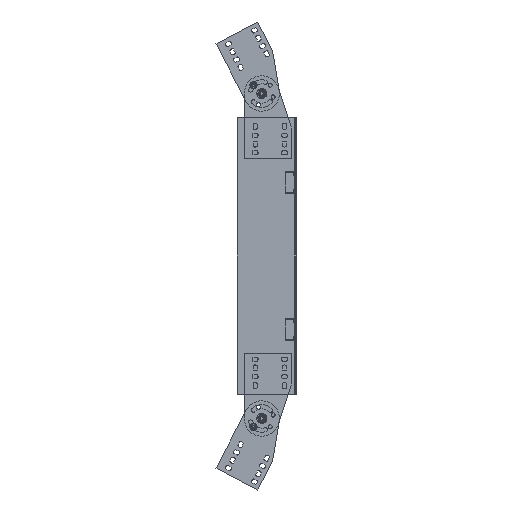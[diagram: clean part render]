
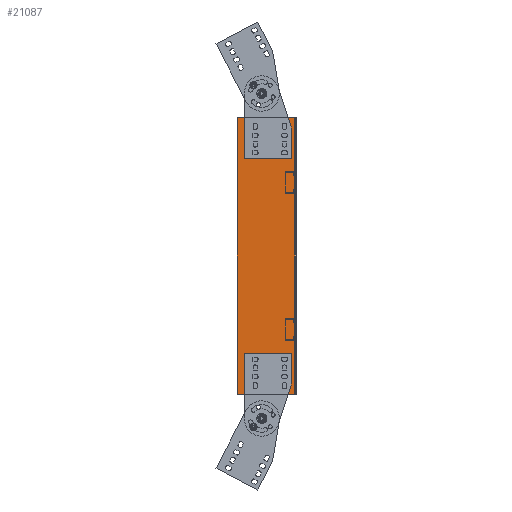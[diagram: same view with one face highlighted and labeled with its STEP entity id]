
A CAD part, left-side view. The second image highlights one B-rep face of the part: STEP entity #21087.
In plain terms, the highlighted planar face has unit normal (-1, 0, 0).
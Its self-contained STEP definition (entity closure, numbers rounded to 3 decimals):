
#19 = DIRECTION ( 'NONE',  ( 0., -0.309, -0.951 ) ) ;
#20 = CARTESIAN_POINT ( 'NONE',  ( -584.243, -42.057, 131.521 ) ) ;
#23 = DIRECTION ( 'NONE',  ( 0., 0., 1. ) ) ;
#24 = CARTESIAN_POINT ( 'NONE',  ( -584.243, 66.367, 109.287 ) ) ;
#27 = DIRECTION ( 'NONE',  ( 0., -1., 0. ) ) ;
#30 = CARTESIAN_POINT ( 'NONE',  ( -584.243, 26.373, 165. ) ) ;
#938 = DIRECTION ( 'NONE',  ( 0., -1., 0. ) ) ;
#939 = DIRECTION ( 'NONE',  ( 1., 0., 0. ) ) ;
#942 = PLANE ( 'NONE',  #16100 ) ;
#950 = CARTESIAN_POINT ( 'NONE',  ( -584.243, 78.367, -235. ) ) ;
#3514 = CARTESIAN_POINT ( 'NONE',  ( -584.243, 66.367, 235. ) ) ;
#3552 = CARTESIAN_POINT ( 'NONE',  ( -584.243, -8.434, 235. ) ) ;
#3574 = CARTESIAN_POINT ( 'NONE',  ( -584.243, 66.367, -235. ) ) ;
#3580 = CARTESIAN_POINT ( 'NONE',  ( -584.243, -13.633, 165. ) ) ;
#3602 = CARTESIAN_POINT ( 'NONE',  ( -584.243, -13.633, 219. ) ) ;
#3610 = CARTESIAN_POINT ( 'NONE',  ( -584.243, 66.367, 165. ) ) ;
#3758 = CARTESIAN_POINT ( 'NONE',  ( -584.243, 78.367, -235. ) ) ;
#3760 = CARTESIAN_POINT ( 'NONE',  ( -584.243, -8.434, -235. ) ) ;
#3784 = CARTESIAN_POINT ( 'NONE',  ( -584.243, -19.833, -235. ) ) ;
#3802 = CARTESIAN_POINT ( 'NONE',  ( -584.243, -19.833, 235. ) ) ;
#3810 = CARTESIAN_POINT ( 'NONE',  ( -584.243, -13.633, -165. ) ) ;
#3812 = CARTESIAN_POINT ( 'NONE',  ( -584.243, 66.367, -165. ) ) ;
#3827 = CARTESIAN_POINT ( 'NONE',  ( -584.243, -13.633, -219. ) ) ;
#3839 = CARTESIAN_POINT ( 'NONE',  ( -584.243, 78.367, 235. ) ) ;
#5191 = VECTOR ( 'NONE', #14950, 1000. ) ;
#5197 = LINE ( 'NONE', #14971, #5191 ) ;
#5231 = VECTOR ( 'NONE', #15134, 1000. ) ;
#5236 = LINE ( 'NONE', #15145, #5231 ) ;
#5311 = VECTOR ( 'NONE', #13820, 1000. ) ;
#5314 = LINE ( 'NONE', #13815, #5311 ) ;
#5317 = VECTOR ( 'NONE', #13824, 1000. ) ;
#5324 = LINE ( 'NONE', #13827, #5317 ) ;
#7215 = DIRECTION ( 'NONE',  ( 0., 0., 1. ) ) ;
#7217 = CARTESIAN_POINT ( 'NONE',  ( -584.243, 78.367, -235. ) ) ;
#7218 = DIRECTION ( 'NONE',  ( 0., 0., 1. ) ) ;
#7219 = CARTESIAN_POINT ( 'NONE',  ( -584.243, -19.833, -235. ) ) ;
#7792 = VECTOR ( 'NONE', #13828, 1000. ) ;
#7801 = LINE ( 'NONE', #13837, #7792 ) ;
#7812 = VECTOR ( 'NONE', #13842, 1000. ) ;
#7816 = VECTOR ( 'NONE', #13849, 1000. ) ;
#7819 = LINE ( 'NONE', #13847, #7812 ) ;
#7823 = LINE ( 'NONE', #13846, #7816 ) ;
#7837 = VECTOR ( 'NONE', #13863, 1000. ) ;
#7841 = VECTOR ( 'NONE', #13865, 1000. ) ;
#7843 = LINE ( 'NONE', #13864, #7837 ) ;
#7846 = LINE ( 'NONE', #13867, #7841 ) ;
#9213 = ORIENTED_EDGE ( 'NONE', *, *, #10610, .T. ) ;
#9214 = ORIENTED_EDGE ( 'NONE', *, *, #22765, .T. ) ;
#9215 = ORIENTED_EDGE ( 'NONE', *, *, #10602, .F. ) ;
#9216 = ORIENTED_EDGE ( 'NONE', *, *, #10617, .F. ) ;
#9217 = ORIENTED_EDGE ( 'NONE', *, *, #10665, .F. ) ;
#9218 = ORIENTED_EDGE ( 'NONE', *, *, #10624, .T. ) ;
#9219 = ORIENTED_EDGE ( 'NONE', *, *, #10620, .F. ) ;
#9220 = ORIENTED_EDGE ( 'NONE', *, *, #10601, .F. ) ;
#9221 = ORIENTED_EDGE ( 'NONE', *, *, #22766, .F. ) ;
#9222 = ORIENTED_EDGE ( 'NONE', *, *, #10611, .T. ) ;
#9223 = ORIENTED_EDGE ( 'NONE', *, *, #22473, .T. ) ;
#9224 = ORIENTED_EDGE ( 'NONE', *, *, #22471, .F. ) ;
#9225 = ORIENTED_EDGE ( 'NONE', *, *, #10692, .T. ) ;
#9226 = ORIENTED_EDGE ( 'NONE', *, *, #22475, .T. ) ;
#10601 = EDGE_CURVE ( 'NONE', #23812, #23636, #7846, .T. ) ;
#10602 = EDGE_CURVE ( 'NONE', #23610, #23634, #7843, .T. ) ;
#10610 = EDGE_CURVE ( 'NONE', #23594, #23834, #7823, .T. ) ;
#10611 = EDGE_CURVE ( 'NONE', #23872, #23558, #7819, .T. ) ;
#10617 = EDGE_CURVE ( 'NONE', #23634, #23570, #7801, .T. ) ;
#10620 = EDGE_CURVE ( 'NONE', #23584, #23812, #5324, .T. ) ;
#10624 = EDGE_CURVE ( 'NONE', #23584, #23586, #5314, .T. ) ;
#10665 = EDGE_CURVE ( 'NONE', #23570, #23586, #5236, .T. ) ;
#10692 = EDGE_CURVE ( 'NONE', #23784, #23806, #5197, .T. ) ;
#12517 = VECTOR ( 'NONE', #7215, 1000. ) ;
#12519 = VECTOR ( 'NONE', #7218, 1000. ) ;
#12520 = LINE ( 'NONE', #7217, #12517 ) ;
#12522 = LINE ( 'NONE', #7219, #12519 ) ;
#12903 = VECTOR ( 'NONE', #19, 1000. ) ;
#12906 = LINE ( 'NONE', #20, #12903 ) ;
#12907 = VECTOR ( 'NONE', #23, 1000. ) ;
#12910 = LINE ( 'NONE', #24, #12907 ) ;
#12911 = VECTOR ( 'NONE', #27, 1000. ) ;
#12914 = LINE ( 'NONE', #30, #12911 ) ;
#13257 = FACE_OUTER_BOUND ( 'NONE', #21116, .T. ) ;
#13815 = CARTESIAN_POINT ( 'NONE',  ( -584.243, 26.373, -165. ) ) ;
#13820 = DIRECTION ( 'NONE',  ( 0., -1., 0. ) ) ;
#13824 = DIRECTION ( 'NONE',  ( 0., 0., -1. ) ) ;
#13827 = CARTESIAN_POINT ( 'NONE',  ( -584.243, 66.367, -109.287 ) ) ;
#13828 = DIRECTION ( 'NONE',  ( 0., -0.309, 0.951 ) ) ;
#13837 = CARTESIAN_POINT ( 'NONE',  ( -584.243, -42.057, -131.521 ) ) ;
#13842 = DIRECTION ( 'NONE',  ( 0., 1., 0. ) ) ;
#13846 = CARTESIAN_POINT ( 'NONE',  ( -584.243, 78.367, 235. ) ) ;
#13847 = CARTESIAN_POINT ( 'NONE',  ( -584.243, 78.367, 235. ) ) ;
#13849 = DIRECTION ( 'NONE',  ( 0., 1., 0. ) ) ;
#13863 = DIRECTION ( 'NONE',  ( 0., 1., 0. ) ) ;
#13864 = CARTESIAN_POINT ( 'NONE',  ( -584.243, 78.367, -235. ) ) ;
#13865 = DIRECTION ( 'NONE',  ( 0., 1., 0. ) ) ;
#13867 = CARTESIAN_POINT ( 'NONE',  ( -584.243, 78.367, -235. ) ) ;
#14950 = DIRECTION ( 'NONE',  ( 0., 0., -1. ) ) ;
#14971 = CARTESIAN_POINT ( 'NONE',  ( -584.243, -13.633, 109.287 ) ) ;
#15134 = DIRECTION ( 'NONE',  ( 0., 0., 1. ) ) ;
#15145 = CARTESIAN_POINT ( 'NONE',  ( -584.243, -13.633, -109.287 ) ) ;
#16100 = AXIS2_PLACEMENT_3D ( 'NONE', #950, #939, #938 ) ;
#21087 = ADVANCED_FACE ( 'NONE', ( #13257 ), #942, .F. ) ;
#21116 = EDGE_LOOP ( 'NONE', ( #9226, #9225, #9224, #9223, #9222, #9221, #9220, #9219, #9218, #9217, #9216, #9215, #9214, #9213 ) ) ;
#22471 = EDGE_CURVE ( 'NONE', #23776, #23806, #12914, .T. ) ;
#22473 = EDGE_CURVE ( 'NONE', #23776, #23872, #12910, .T. ) ;
#22475 = EDGE_CURVE ( 'NONE', #23834, #23784, #12906, .T. ) ;
#22765 = EDGE_CURVE ( 'NONE', #23610, #23594, #12522, .T. ) ;
#22766 = EDGE_CURVE ( 'NONE', #23636, #23558, #12520, .T. ) ;
#23558 = VERTEX_POINT ( 'NONE', #3839 ) ;
#23570 = VERTEX_POINT ( 'NONE', #3827 ) ;
#23584 = VERTEX_POINT ( 'NONE', #3812 ) ;
#23586 = VERTEX_POINT ( 'NONE', #3810 ) ;
#23594 = VERTEX_POINT ( 'NONE', #3802 ) ;
#23610 = VERTEX_POINT ( 'NONE', #3784 ) ;
#23634 = VERTEX_POINT ( 'NONE', #3760 ) ;
#23636 = VERTEX_POINT ( 'NONE', #3758 ) ;
#23776 = VERTEX_POINT ( 'NONE', #3610 ) ;
#23784 = VERTEX_POINT ( 'NONE', #3602 ) ;
#23806 = VERTEX_POINT ( 'NONE', #3580 ) ;
#23812 = VERTEX_POINT ( 'NONE', #3574 ) ;
#23834 = VERTEX_POINT ( 'NONE', #3552 ) ;
#23872 = VERTEX_POINT ( 'NONE', #3514 ) ;
